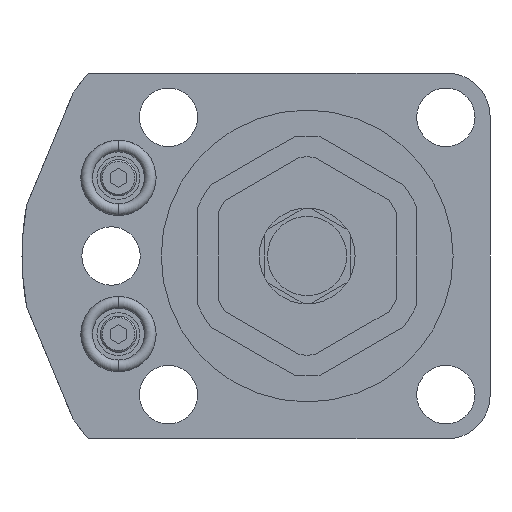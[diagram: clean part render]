
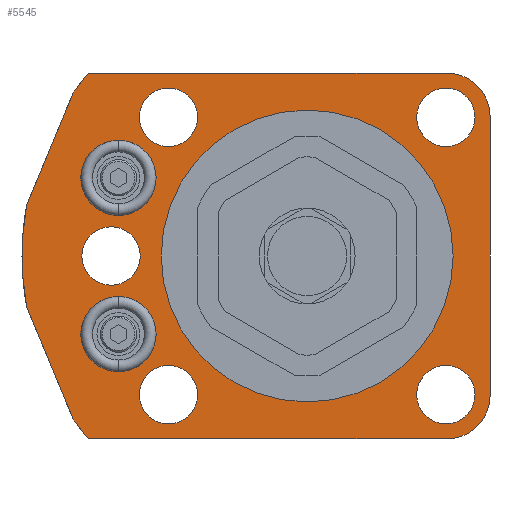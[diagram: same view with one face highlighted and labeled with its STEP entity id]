
A CAD part, front view. The second image highlights one B-rep face of the part: STEP entity #5545.
In plain terms, the highlighted planar face has unit normal (0, -1, 0).
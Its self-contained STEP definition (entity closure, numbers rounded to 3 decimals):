
#827=CARTESIAN_POINT('',(0.,0.,0.));
#828=DIRECTION('',(0.,-1.,0.));
#829=DIRECTION('',(-0.821,0.,-0.571));
#830=AXIS2_PLACEMENT_3D('',#827,#828,#829);
#845=CARTESIAN_POINT('',(0.,0.,0.));
#846=DIRECTION('',(0.,-1.,0.));
#847=DIRECTION('',(-0.767,0.,0.641));
#848=AXIS2_PLACEMENT_3D('',#845,#846,#847);
#883=CARTESIAN_POINT('',(0.,0.,0.));
#884=DIRECTION('',(0.,-1.,0.));
#885=DIRECTION('',(-0.984,0.,0.177));
#886=AXIS2_PLACEMENT_3D('',#883,#884,#885);
#1164=CARTESIAN_POINT('',(0.,0.,0.));
#1165=DIRECTION('',(0.,-1.,0.));
#1166=DIRECTION('',(1.,0.,0.));
#1167=AXIS2_PLACEMENT_3D('',#1164,#1165,#1166);
#1172=CARTESIAN_POINT('',(0.,0.,0.));
#1173=DIRECTION('',(0.,1.,0.));
#1174=DIRECTION('',(1.,0.,0.));
#1175=AXIS2_PLACEMENT_3D('',#1172,#1173,#1174);
#1180=CARTESIAN_POINT('',(21.209,0.,-21.209));
#1181=DIRECTION('',(0.,-1.,0.));
#1182=DIRECTION('',(0.,0.,-1.));
#1183=AXIS2_PLACEMENT_3D('',#1180,#1181,#1182);
#1188=DIRECTION('',(-1.,0.,0.));
#1189=VECTOR('',#1188,54.345);
#1190=CARTESIAN_POINT('',(21.209,0.,-27.686));
#1191=LINE('',#1190,#1189);
#1195=DIRECTION('',(0.383,0.,-0.924));
#1196=VECTOR('',#1195,18.396);
#1197=CARTESIAN_POINT('',(-42.497,0.,-7.647));
#1198=LINE('',#1197,#1196);
#1202=DIRECTION('',(0.383,0.,0.924));
#1203=VECTOR('',#1202,18.396);
#1204=CARTESIAN_POINT('',(-42.497,0.,7.647));
#1205=LINE('',#1204,#1203);
#1209=DIRECTION('',(1.,0.,0.));
#1210=VECTOR('',#1209,54.345);
#1211=CARTESIAN_POINT('',(-33.136,0.,27.686));
#1212=LINE('',#1211,#1210);
#1216=CARTESIAN_POINT('',(21.209,0.,21.209));
#1217=DIRECTION('',(0.,-1.,0.));
#1218=DIRECTION('',(1.,0.,0.));
#1219=AXIS2_PLACEMENT_3D('',#1216,#1217,#1218);
#1224=DIRECTION('',(0.,0.,1.));
#1225=VECTOR('',#1224,42.418);
#1226=CARTESIAN_POINT('',(27.686,0.,-21.209));
#1227=LINE('',#1226,#1225);
#1231=CARTESIAN_POINT('',(21.006,0.,21.006));
#1232=DIRECTION('',(0.,-1.,0.));
#1233=DIRECTION('',(1.,0.,0.));
#1234=AXIS2_PLACEMENT_3D('',#1231,#1232,#1233);
#1239=CARTESIAN_POINT('',(21.006,0.,21.006));
#1240=DIRECTION('',(0.,-1.,0.));
#1241=DIRECTION('',(-1.,0.,0.));
#1242=AXIS2_PLACEMENT_3D('',#1239,#1240,#1241);
#1247=CARTESIAN_POINT('',(21.006,0.,-21.006));
#1248=DIRECTION('',(0.,-1.,0.));
#1249=DIRECTION('',(1.,0.,0.));
#1250=AXIS2_PLACEMENT_3D('',#1247,#1248,#1249);
#1255=CARTESIAN_POINT('',(21.006,0.,-21.006));
#1256=DIRECTION('',(0.,-1.,0.));
#1257=DIRECTION('',(-1.,0.,0.));
#1258=AXIS2_PLACEMENT_3D('',#1255,#1256,#1257);
#1263=CARTESIAN_POINT('',(-29.693,0.,0.));
#1264=DIRECTION('',(0.,-1.,0.));
#1265=DIRECTION('',(1.,0.,0.));
#1266=AXIS2_PLACEMENT_3D('',#1263,#1264,#1265);
#1271=CARTESIAN_POINT('',(-29.693,0.,0.));
#1272=DIRECTION('',(0.,-1.,0.));
#1273=DIRECTION('',(-1.,0.,0.));
#1274=AXIS2_PLACEMENT_3D('',#1271,#1272,#1273);
#1279=CARTESIAN_POINT('',(-21.006,0.,21.006));
#1280=DIRECTION('',(0.,-1.,0.));
#1281=DIRECTION('',(1.,0.,0.));
#1282=AXIS2_PLACEMENT_3D('',#1279,#1280,#1281);
#1287=CARTESIAN_POINT('',(-21.006,0.,21.006));
#1288=DIRECTION('',(0.,-1.,0.));
#1289=DIRECTION('',(-1.,0.,0.));
#1290=AXIS2_PLACEMENT_3D('',#1287,#1288,#1289);
#1295=CARTESIAN_POINT('',(-21.006,0.,-21.006));
#1296=DIRECTION('',(0.,-1.,0.));
#1297=DIRECTION('',(1.,0.,0.));
#1298=AXIS2_PLACEMENT_3D('',#1295,#1296,#1297);
#1303=CARTESIAN_POINT('',(-21.006,0.,-21.006));
#1304=DIRECTION('',(0.,-1.,0.));
#1305=DIRECTION('',(-1.,0.,0.));
#1306=AXIS2_PLACEMENT_3D('',#1303,#1304,#1305);
#1311=CARTESIAN_POINT('',(-28.575,0.,-11.836));
#1312=DIRECTION('',(0.,1.,0.));
#1313=DIRECTION('',(-1.,0.,0.));
#1314=AXIS2_PLACEMENT_3D('',#1311,#1312,#1313);
#1319=CARTESIAN_POINT('',(-28.575,0.,-11.836));
#1320=DIRECTION('',(0.,1.,0.));
#1321=DIRECTION('',(1.,0.,0.));
#1322=AXIS2_PLACEMENT_3D('',#1319,#1320,#1321);
#1327=CARTESIAN_POINT('',(-28.575,0.,11.837));
#1328=DIRECTION('',(0.,1.,0.));
#1329=DIRECTION('',(-1.,0.,0.));
#1330=AXIS2_PLACEMENT_3D('',#1327,#1328,#1329);
#1335=CARTESIAN_POINT('',(-28.575,0.,11.837));
#1336=DIRECTION('',(0.,1.,0.));
#1337=DIRECTION('',(1.,0.,0.));
#1338=AXIS2_PLACEMENT_3D('',#1335,#1336,#1337);
#4063=CARTESIAN_POINT('',(22.098,0.,0.));
#4065=VERTEX_POINT('',#4063);
#4067=CARTESIAN_POINT('',(-22.098,0.,0.));
#4069=VERTEX_POINT('',#4067);
#4070=CARTESIAN_POINT('',(-42.497,0.,-7.647));
#4071=CARTESIAN_POINT('',(-35.458,0.,-24.643));
#4072=VERTEX_POINT('',#4070);
#4073=VERTEX_POINT('',#4071);
#4074=CARTESIAN_POINT('',(-42.497,0.,7.647));
#4075=CARTESIAN_POINT('',(-35.458,0.,24.643));
#4076=VERTEX_POINT('',#4074);
#4077=VERTEX_POINT('',#4075);
#4078=CARTESIAN_POINT('',(-33.136,0.,27.686));
#4079=VERTEX_POINT('',#4078);
#4080=CARTESIAN_POINT('',(-33.136,0.,-27.686));
#4081=VERTEX_POINT('',#4080);
#4082=CARTESIAN_POINT('',(25.426,0.,21.006));
#4083=CARTESIAN_POINT('',(16.587,0.,21.006));
#4084=VERTEX_POINT('',#4082);
#4085=VERTEX_POINT('',#4083);
#4210=CARTESIAN_POINT('',(-34.278,0.,-11.836));
#4211=CARTESIAN_POINT('',(-22.873,0.,-11.836));
#4212=VERTEX_POINT('',#4210);
#4213=VERTEX_POINT('',#4211);
#4226=CARTESIAN_POINT('',(-34.278,0.,11.837));
#4227=CARTESIAN_POINT('',(-22.873,0.,11.837));
#4228=VERTEX_POINT('',#4226);
#4229=VERTEX_POINT('',#4227);
#4254=CARTESIAN_POINT('',(25.425,0.,-21.006));
#4255=CARTESIAN_POINT('',(16.586,0.,-21.006));
#4256=VERTEX_POINT('',#4254);
#4257=VERTEX_POINT('',#4255);
#4258=CARTESIAN_POINT('',(-25.273,0.,0.));
#4259=CARTESIAN_POINT('',(-34.112,0.,0.));
#4260=VERTEX_POINT('',#4258);
#4261=VERTEX_POINT('',#4259);
#4282=CARTESIAN_POINT('',(21.209,0.,-27.686));
#4283=CARTESIAN_POINT('',(27.686,0.,-21.209));
#4284=VERTEX_POINT('',#4282);
#4285=VERTEX_POINT('',#4283);
#4286=CARTESIAN_POINT('',(27.686,0.,21.209));
#4287=CARTESIAN_POINT('',(21.209,0.,27.686));
#4288=VERTEX_POINT('',#4286);
#4289=VERTEX_POINT('',#4287);
#4290=CARTESIAN_POINT('',(-16.586,0.,21.006));
#4291=CARTESIAN_POINT('',(-25.425,0.,21.006));
#4292=VERTEX_POINT('',#4290);
#4293=VERTEX_POINT('',#4291);
#4294=CARTESIAN_POINT('',(-16.587,0.,-21.006));
#4295=CARTESIAN_POINT('',(-25.426,0.,-21.006));
#4296=VERTEX_POINT('',#4294);
#4297=VERTEX_POINT('',#4295);
#5474=CARTESIAN_POINT('',(0.,0.,0.));
#5475=DIRECTION('',(0.,-1.,0.));
#5476=DIRECTION('',(-1.,0.,0.));
#5477=AXIS2_PLACEMENT_3D('',#5474,#5475,#5476);
#5478=PLANE('',#5477);
#5480=ORIENTED_EDGE('',*,*,#5479,.F.);
#5482=ORIENTED_EDGE('',*,*,#5481,.T.);
#5483=ORIENTED_EDGE('',*,*,#5198,.F.);
#5484=ORIENTED_EDGE('',*,*,#5299,.F.);
#5485=ORIENTED_EDGE('',*,*,#5247,.F.);
#5487=ORIENTED_EDGE('',*,*,#5486,.T.);
#5488=ORIENTED_EDGE('',*,*,#5223,.F.);
#5490=ORIENTED_EDGE('',*,*,#5489,.T.);
#5492=ORIENTED_EDGE('',*,*,#5491,.F.);
#5494=ORIENTED_EDGE('',*,*,#5493,.F.);
#5495=EDGE_LOOP('',(#5480,#5482,#5483,#5484,#5485,#5487,#5488,#5490,#5492,
#5494));
#5496=FACE_OUTER_BOUND('',#5495,.F.);
#5498=ORIENTED_EDGE('',*,*,#5497,.T.);
#5500=ORIENTED_EDGE('',*,*,#5499,.F.);
#5501=EDGE_LOOP('',(#5498,#5500));
#5502=FACE_BOUND('',#5501,.F.);
#5504=ORIENTED_EDGE('',*,*,#5503,.T.);
#5506=ORIENTED_EDGE('',*,*,#5505,.T.);
#5507=EDGE_LOOP('',(#5504,#5506));
#5508=FACE_BOUND('',#5507,.F.);
#5510=ORIENTED_EDGE('',*,*,#5509,.T.);
#5512=ORIENTED_EDGE('',*,*,#5511,.T.);
#5513=EDGE_LOOP('',(#5510,#5512));
#5514=FACE_BOUND('',#5513,.F.);
#5516=ORIENTED_EDGE('',*,*,#5515,.T.);
#5518=ORIENTED_EDGE('',*,*,#5517,.T.);
#5519=EDGE_LOOP('',(#5516,#5518));
#5520=FACE_BOUND('',#5519,.F.);
#5522=ORIENTED_EDGE('',*,*,#5521,.T.);
#5524=ORIENTED_EDGE('',*,*,#5523,.T.);
#5525=EDGE_LOOP('',(#5522,#5524));
#5526=FACE_BOUND('',#5525,.F.);
#5528=ORIENTED_EDGE('',*,*,#5527,.T.);
#5530=ORIENTED_EDGE('',*,*,#5529,.T.);
#5531=EDGE_LOOP('',(#5528,#5530));
#5532=FACE_BOUND('',#5531,.F.);
#5534=ORIENTED_EDGE('',*,*,#5533,.F.);
#5536=ORIENTED_EDGE('',*,*,#5535,.F.);
#5537=EDGE_LOOP('',(#5534,#5536));
#5538=FACE_BOUND('',#5537,.F.);
#5540=ORIENTED_EDGE('',*,*,#5539,.F.);
#5542=ORIENTED_EDGE('',*,*,#5541,.F.);
#5543=EDGE_LOOP('',(#5540,#5542));
#5544=FACE_BOUND('',#5543,.F.);
#831=CIRCLE('',#830,43.18);
#849=CIRCLE('',#848,43.18);
#887=CIRCLE('',#886,43.18);
#1168=CIRCLE('',#1167,22.098);
#1176=CIRCLE('',#1175,22.098);
#1184=CIRCLE('',#1183,6.477);
#1220=CIRCLE('',#1219,6.477);
#1235=CIRCLE('',#1234,4.42);
#1243=CIRCLE('',#1242,4.42);
#1251=CIRCLE('',#1250,4.42);
#1259=CIRCLE('',#1258,4.42);
#1267=CIRCLE('',#1266,4.42);
#1275=CIRCLE('',#1274,4.42);
#1283=CIRCLE('',#1282,4.42);
#1291=CIRCLE('',#1290,4.42);
#1299=CIRCLE('',#1298,4.42);
#1307=CIRCLE('',#1306,4.42);
#1315=CIRCLE('',#1314,5.703);
#1323=CIRCLE('',#1322,5.703);
#1331=CIRCLE('',#1330,5.703);
#1339=CIRCLE('',#1338,5.703);
#5198=EDGE_CURVE('',#4073,#4081,#831,.T.);
#5223=EDGE_CURVE('',#4079,#4077,#849,.T.);
#5247=EDGE_CURVE('',#4076,#4072,#887,.T.);
#5299=EDGE_CURVE('',#4072,#4073,#1198,.T.);
#5479=EDGE_CURVE('',#4284,#4285,#1184,.T.);
#5481=EDGE_CURVE('',#4284,#4081,#1191,.T.);
#5486=EDGE_CURVE('',#4076,#4077,#1205,.T.);
#5489=EDGE_CURVE('',#4079,#4289,#1212,.T.);
#5491=EDGE_CURVE('',#4288,#4289,#1220,.T.);
#5493=EDGE_CURVE('',#4285,#4288,#1227,.T.);
#5497=EDGE_CURVE('',#4065,#4069,#1168,.T.);
#5499=EDGE_CURVE('',#4065,#4069,#1176,.T.);
#5503=EDGE_CURVE('',#4084,#4085,#1235,.T.);
#5505=EDGE_CURVE('',#4085,#4084,#1243,.T.);
#5509=EDGE_CURVE('',#4256,#4257,#1251,.T.);
#5511=EDGE_CURVE('',#4257,#4256,#1259,.T.);
#5515=EDGE_CURVE('',#4260,#4261,#1267,.T.);
#5517=EDGE_CURVE('',#4261,#4260,#1275,.T.);
#5521=EDGE_CURVE('',#4292,#4293,#1283,.T.);
#5523=EDGE_CURVE('',#4293,#4292,#1291,.T.);
#5527=EDGE_CURVE('',#4296,#4297,#1299,.T.);
#5529=EDGE_CURVE('',#4297,#4296,#1307,.T.);
#5533=EDGE_CURVE('',#4212,#4213,#1315,.T.);
#5535=EDGE_CURVE('',#4213,#4212,#1323,.T.);
#5539=EDGE_CURVE('',#4228,#4229,#1331,.T.);
#5541=EDGE_CURVE('',#4229,#4228,#1339,.T.);
#5545=ADVANCED_FACE('',(#5496,#5502,#5508,#5514,#5520,#5526,#5532,#5538,#5544),
#5478,.T.);
